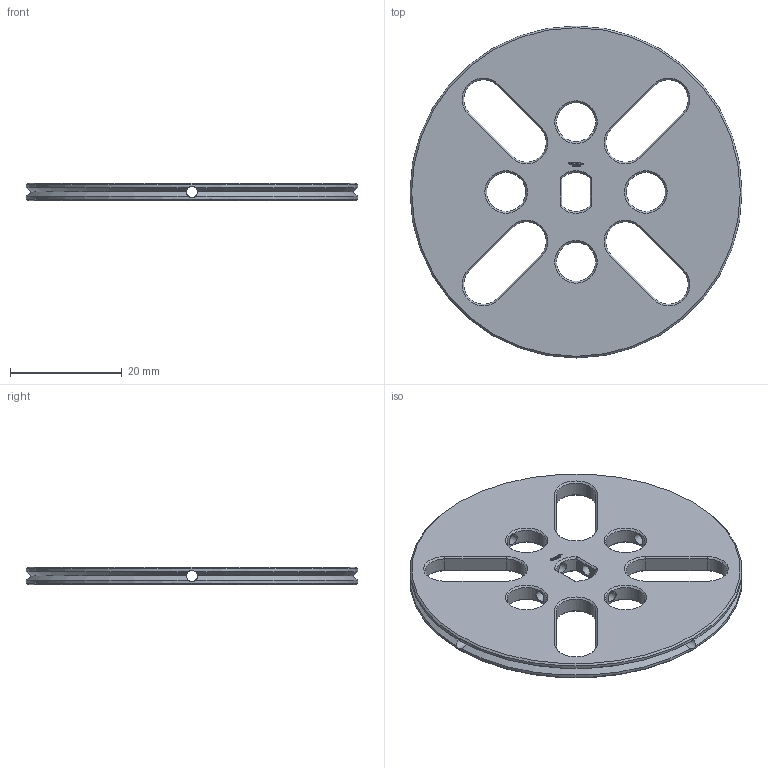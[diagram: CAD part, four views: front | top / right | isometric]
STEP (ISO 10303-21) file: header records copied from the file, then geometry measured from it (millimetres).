
FILE_DESCRIPTION(('FreeCAD Model'),'2;1');
FILE_NAME('Open CASCADE Shape Model','2023-11-14T00:01:24',(''),(''), 'Open CASCADE STEP processor 7.6','FreeCAD','Unknown');
FILE_SCHEMA(('AUTOMOTIVE_DESIGN { 1 0 10303 214 1 1 1 1 }'));
Length unit declared in the file: millimetre
Products named in the file (1): Washer FXD OCT BU04.75x00.25 - SPN-WSR-0016 (stemfie.org)
Bounding box: 59.38 x 59.38 x 3.12 mm (x, y, z)
Volume: 6206.9 mm3; surface area: 6164.7 mm2
Topology: 1 solids, 1 shells, 580 faces, 1613 edges, 1059 vertices
Faces by surface type: plane 340, extrusion 178, cone 38, cylinder 24
Full cylindrical faces by diameter (mm): 2 x8, 7 x4, 59.375 x2
Entity records: 42083 total; most frequent: CARTESIAN_POINT 11089, DIRECTION 5025, VECTOR 4028, LINE 3850, ORIENTED_EDGE 3226, PCURVE 3226, DEFINITIONAL_REPRESENTATION 3226, EDGE_CURVE 1613
